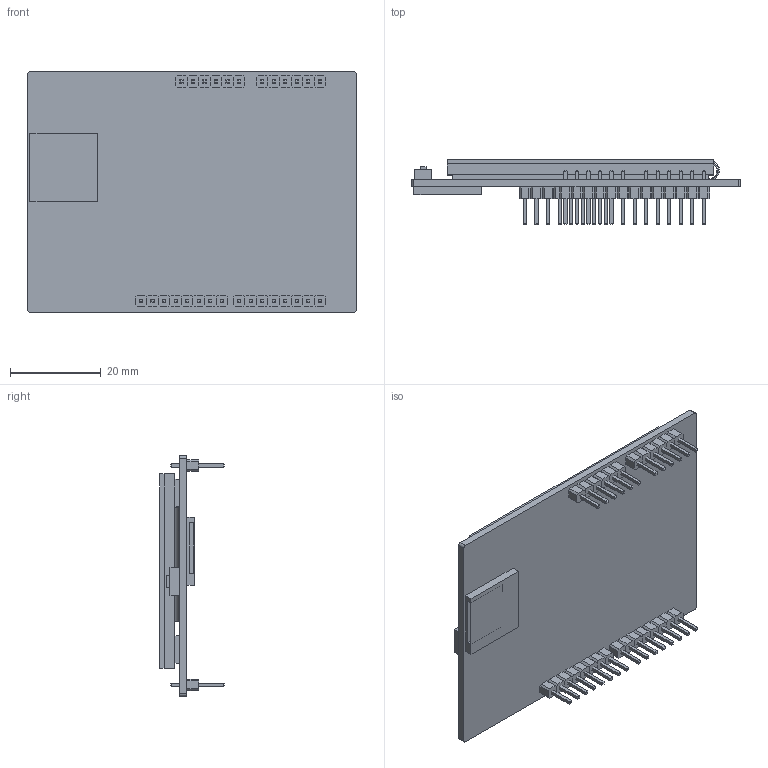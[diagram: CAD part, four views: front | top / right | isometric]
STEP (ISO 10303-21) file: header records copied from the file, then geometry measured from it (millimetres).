
FILE_DESCRIPTION (( 'STEP AP203' ), '1' );
FILE_NAME ('2.4_INCH_TFT_DISPLAy_SHIELD_WITH_HEADER.STEP', '2020-05-03T07:50:38', ( '' ), ( '' ), 'SwSTEP 2.0', 'SolidWorks 2018', '' );
FILE_SCHEMA (( 'CONFIG_CONTROL_DESIGN' ));
Length unit declared in the file: millimetre
Products named in the file (4): 2.4_INCH_TFT_DISPLAy_SHIELD_WITH_HEADER; PIN_HEADER_MALE_2.54MM_PITCH_8 WAY; 2.4INCH_TFT_DISPLAY_SHIELD_FOR_ARDUINO; PIN_HEADER_MALE_2.54MM_PITCH_6 WAY
Assembly tree (5 placements, depth 2):
  2.4_INCH_TFT_DISPLAy_SHIELD_WITH_HEADER
    2.4INCH_TFT_DISPLAY_SHIELD_FOR_ARDUINO
    PIN_HEADER_MALE_2.54MM_PITCH_6 WAY  x2
    PIN_HEADER_MALE_2.54MM_PITCH_8 WAY  x2
Bounding box: 72.3 x 14.3 x 52.9 mm (x, y, z)
Volume: 16363.7 mm3; surface area: 24105.2 mm2
Topology: 92 solids, 92 shells, 968 faces, 2116 edges, 1336 vertices
Faces by surface type: plane 788, cylinder 180
Entity records: 17762 total; most frequent: DIRECTION 3030, CARTESIAN_POINT 2916, ORIENTED_EDGE 2776, EDGE_CURVE 1388, LINE 1026, VECTOR 1026, AXIS2_PLACEMENT_3D 1002, VERTEX_POINT 888
